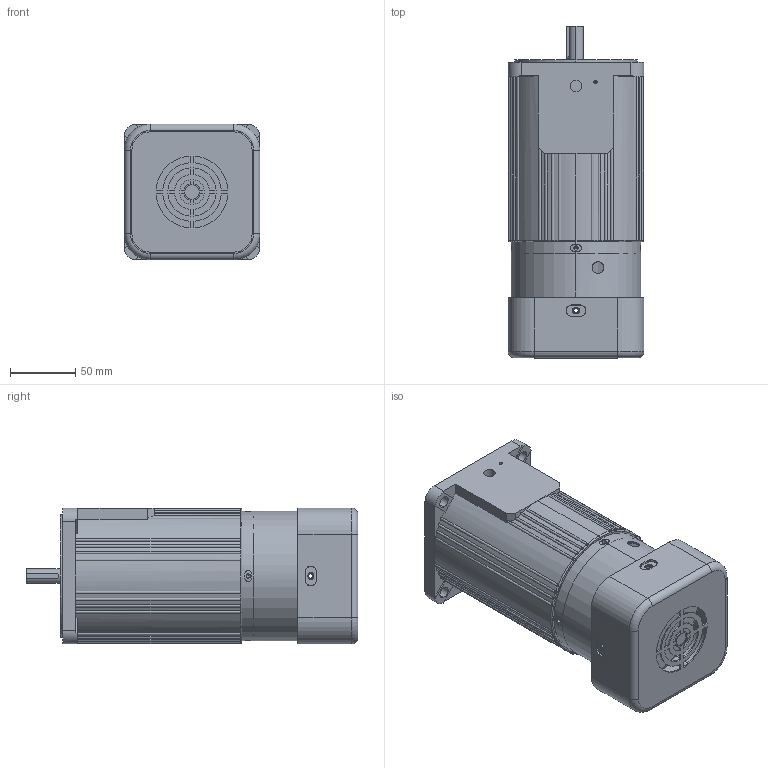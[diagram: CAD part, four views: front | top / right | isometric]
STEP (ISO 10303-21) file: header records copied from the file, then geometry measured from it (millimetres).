
FILE_DESCRIPTION (( 'STEP AP203' ), '1' );
FILE_NAME ('6IK120-250(R)GA1-MF.STEP', '2020-01-10T05:26:15', ( 'Sky123.Org' ), ( 'Sky123.Org' ), 'SwSTEP 2.0', 'SolidWorks 2014', '' );
FILE_SCHEMA (( 'CONFIG_CONTROL_DESIGN' ));
Length unit declared in the file: millimetre
Products named in the file (4): 6IK120-250GA1; 100瑞欶; 价陬欶; 6IK120-250(R)GA1-MF
Assembly tree (3 placements, depth 2):
  6IK120-250(R)GA1-MF
    6IK120-250GA1
    100瑞欶
    价陬欶
Bounding box: 104 x 254 x 104 mm (x, y, z)
Volume: 1353655.3 mm3; surface area: 181407.1 mm2
Topology: 3 solids, 3 shells, 519 faces, 1345 edges, 845 vertices
Faces by surface type: cylinder 215, plane 165, torus 84, cone 55
Entity records: 17941 total; most frequent: CARTESIAN_POINT 4477, DIRECTION 2918, ORIENTED_EDGE 2670, EDGE_CURVE 1335, AXIS2_PLACEMENT_3D 1200, VERTEX_POINT 845, CIRCLE 675, EDGE_LOOP 604
